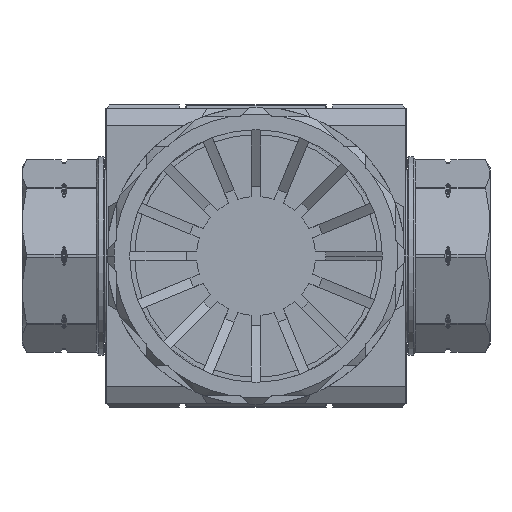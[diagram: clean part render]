
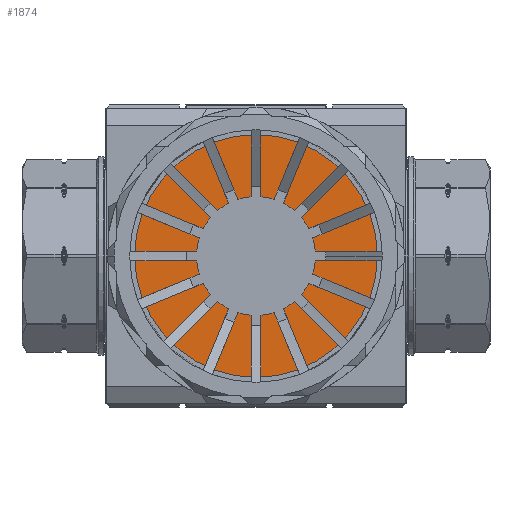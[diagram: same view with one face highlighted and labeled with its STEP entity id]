
A CAD part, front view. The second image highlights one B-rep face of the part: STEP entity #1874.
In plain terms, the highlighted planar face has unit normal (0, -1, 0).
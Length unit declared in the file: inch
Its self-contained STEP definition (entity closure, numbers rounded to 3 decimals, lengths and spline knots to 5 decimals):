
#1874 = ADVANCED_FACE ( 'NONE', ( #38713 ), #42275, .F. ) ;
#4840 = DIRECTION ( 'NONE',  ( 0., -1., 0. ) ) ;
#5017 = DIRECTION ( 'NONE',  ( 1., 0., 0. ) ) ;
#8247 = DIRECTION ( 'NONE',  ( 0., 1., 0. ) ) ;
#10571 = AXIS2_PLACEMENT_3D ( 'NONE', #42884, #4840, #11561 ) ;
#11561 = DIRECTION ( 'NONE',  ( 1., 0., 0. ) ) ;
#11608 = CARTESIAN_POINT ( 'NONE',  ( 0., -4.38976, 0.96457 ) ) ;
#12579 = CIRCLE ( 'NONE', #34019, 0.96457 ) ;
#14041 = ORIENTED_EDGE ( 'NONE', *, *, #18313, .T. ) ;
#15294 = DIRECTION ( 'NONE',  ( 0., -1., 0. ) ) ;
#18313 = EDGE_CURVE ( 'NONE', #29397, #43239, #12579, .T. ) ;
#19507 = CARTESIAN_POINT ( 'NONE',  ( -0.96457, -4.38976, 0. ) ) ;
#21745 = EDGE_CURVE ( 'NONE', #43239, #29397, #25518, .T. ) ;
#22758 = DIRECTION ( 'NONE',  ( -1., 0., 0. ) ) ;
#25518 = CIRCLE ( 'NONE', #10571, 0.96457 ) ;
#29397 = VERTEX_POINT ( 'NONE', #32284 ) ;
#31459 = ORIENTED_EDGE ( 'NONE', *, *, #21745, .T. ) ;
#32284 = CARTESIAN_POINT ( 'NONE',  ( 0.96457, -4.38976, 0. ) ) ;
#33858 = EDGE_LOOP ( 'NONE', ( #14041, #31459 ) ) ;
#34019 = AXIS2_PLACEMENT_3D ( 'NONE', #42394, #15294, #5017 ) ;
#35158 = AXIS2_PLACEMENT_3D ( 'NONE', #11608, #8247, #22758 ) ;
#38713 = FACE_OUTER_BOUND ( 'NONE', #33858, .T. ) ;
#42275 = PLANE ( 'NONE',  #35158 ) ;
#42394 = CARTESIAN_POINT ( 'NONE',  ( 0., -4.38976, 0. ) ) ;
#42884 = CARTESIAN_POINT ( 'NONE',  ( 0., -4.38976, 0. ) ) ;
#43239 = VERTEX_POINT ( 'NONE', #19507 ) ;
